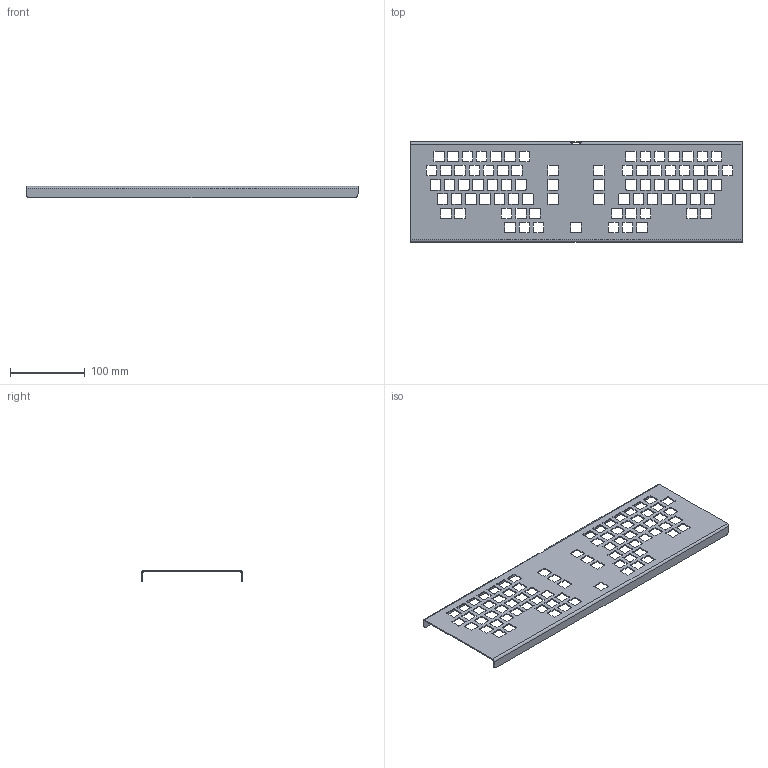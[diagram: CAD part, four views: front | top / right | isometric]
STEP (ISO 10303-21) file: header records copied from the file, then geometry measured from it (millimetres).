
FILE_DESCRIPTION(/* description */ (''),/* implementation_level */ '2;1');
FILE_NAME(/* name */ 'rosh_kb.step',/* time_stamp */ '2025-09-25T21:34:31-07:00',/* author */ (''),/* organization */ (''),/* preprocessor_version */ 'ST-DEVELOPER v20.1',/* originating_system */ 'Autodesk Translation Framework v14.17.0.0',/* authorisation */ '');
FILE_SCHEMA (('AUTOMOTIVE_DESIGN { 1 0 10303 214 3 1 1 }'));
Length unit declared in the file: millimetre
Products named in the file (1): 2025-09-25-20-17-39-392
Bounding box: 443.86 x 134.3 x 15 mm (x, y, z)
Volume: 82368.1 mm3; surface area: 118310.5 mm2
Topology: 1 solids, 1 shells, 672 faces, 1996 edges, 1324 vertices
Faces by surface type: plane 340, cylinder 332
Entity records: 23063 total; most frequent: CARTESIAN_POINT 4049, DIRECTION 3996, ORIENTED_EDGE 3992, EDGE_CURVE 1996, LINE 1334, VECTOR 1334, AXIS2_PLACEMENT_3D 1331, VERTEX_POINT 1324
